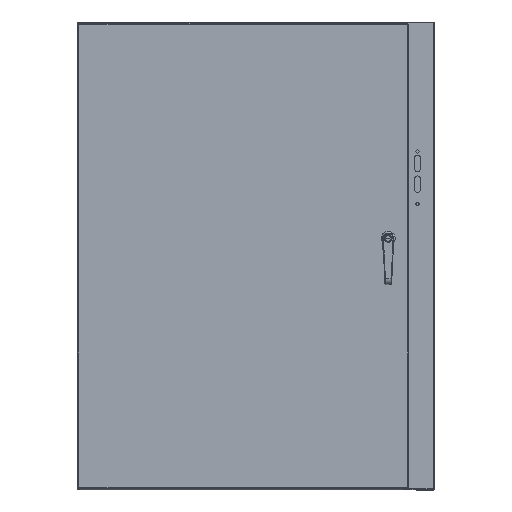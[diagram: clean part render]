
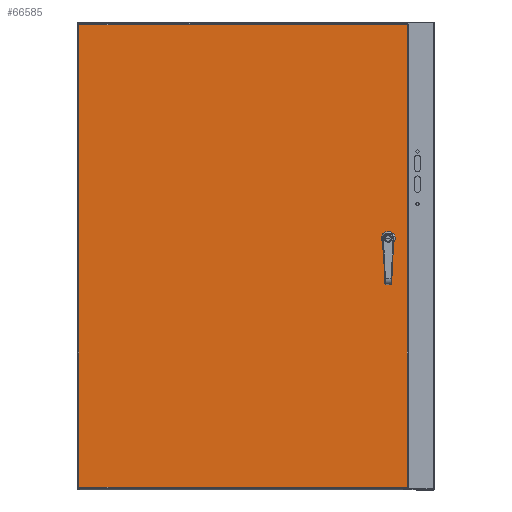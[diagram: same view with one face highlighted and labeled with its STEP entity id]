
A CAD part, top view. The second image highlights one B-rep face of the part: STEP entity #66585.
In plain terms, the highlighted planar face has unit normal (0, 0, 1).
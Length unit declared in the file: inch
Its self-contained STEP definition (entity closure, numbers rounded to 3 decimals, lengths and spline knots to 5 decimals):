
#255 = VECTOR ( 'NONE', #15112, 39.37008 ) ;
#944 = AXIS2_PLACEMENT_3D ( 'NONE', #29928, #39426, #97559 ) ;
#4850 = VERTEX_POINT ( 'NONE', #66795 ) ;
#7041 = EDGE_CURVE ( 'NONE', #16221, #29476, #14152, .T. ) ;
#7571 = LINE ( 'NONE', #9022, #17308 ) ;
#7578 = DIRECTION ( 'NONE',  ( -1., 0., 0. ) ) ;
#8807 = CIRCLE ( 'NONE', #122655, 0.453 ) ;
#9022 = CARTESIAN_POINT ( 'NONE',  ( 14.84375, 22.15, 8.9175 ) ) ;
#13229 = DIRECTION ( 'NONE',  ( -1., 0., 0. ) ) ;
#13509 = VECTOR ( 'NONE', #142438, 39.37008 ) ;
#14152 = LINE ( 'NONE', #60105, #24941 ) ;
#15112 = DIRECTION ( 'NONE',  ( 1., 0., 0. ) ) ;
#16221 = VERTEX_POINT ( 'NONE', #28127 ) ;
#17308 = VECTOR ( 'NONE', #53533, 39.37008 ) ;
#17940 = DIRECTION ( 'NONE',  ( 0., 0., 1. ) ) ;
#20707 = ORIENTED_EDGE ( 'NONE', *, *, #42944, .F. ) ;
#21437 = ORIENTED_EDGE ( 'NONE', *, *, #50260, .F. ) ;
#24941 = VECTOR ( 'NONE', #46284, 39.37008 ) ;
#25136 = EDGE_CURVE ( 'NONE', #40191, #41070, #109971, .T. ) ;
#28127 = CARTESIAN_POINT ( 'NONE',  ( 0.10525, 0.23025, 8.9175 ) ) ;
#29476 = VERTEX_POINT ( 'NONE', #39815 ) ;
#29928 = CARTESIAN_POINT ( 'NONE',  ( 14.84375, 21., 8.9175 ) ) ;
#30225 = CARTESIAN_POINT ( 'NONE',  ( 14.84375, 22.95, 8.9175 ) ) ;
#33591 = LINE ( 'NONE', #112091, #58996 ) ;
#35759 = DIRECTION ( 'NONE',  ( 0., 0., 1. ) ) ;
#38641 = LINE ( 'NONE', #83057, #96013 ) ;
#39365 = DIRECTION ( 'NONE',  ( 0., -1., 0. ) ) ;
#39426 = DIRECTION ( 'NONE',  ( 0., 0., -1. ) ) ;
#39815 = CARTESIAN_POINT ( 'NONE',  ( 0.10525, 41.76975, 8.9175 ) ) ;
#39824 = CARTESIAN_POINT ( 'NONE',  ( 27.8675, 22.55, 8.9175 ) ) ;
#40191 = VERTEX_POINT ( 'NONE', #114127 ) ;
#41070 = VERTEX_POINT ( 'NONE', #115433 ) ;
#41986 = DIRECTION ( 'NONE',  ( -1., 0., 0. ) ) ;
#42380 = EDGE_CURVE ( 'NONE', #44698, #121231, #117643, .T. ) ;
#42944 = EDGE_CURVE ( 'NONE', #123079, #138833, #108670, .T. ) ;
#42968 = CARTESIAN_POINT ( 'NONE',  ( 28.08012, 22.95, 8.9175 ) ) ;
#44201 = DIRECTION ( 'NONE',  ( -1., 0., 0. ) ) ;
#44698 = VERTEX_POINT ( 'NONE', #137887 ) ;
#46284 = DIRECTION ( 'NONE',  ( 0., 1., 0. ) ) ;
#46633 = VECTOR ( 'NONE', #7578, 39.37008 ) ;
#47280 = EDGE_CURVE ( 'NONE', #29476, #104637, #90950, .T. ) ;
#47914 = ORIENTED_EDGE ( 'NONE', *, *, #47280, .F. ) ;
#48598 = CARTESIAN_POINT ( 'NONE',  ( 27.65488, 22.15, 8.9175 ) ) ;
#50260 = EDGE_CURVE ( 'NONE', #121231, #40191, #7571, .T. ) ;
#51866 = DIRECTION ( 'NONE',  ( -1., 0., 0. ) ) ;
#53007 = EDGE_CURVE ( 'NONE', #4850, #131342, #8807, .T. ) ;
#53533 = DIRECTION ( 'NONE',  ( 1., 0., 0. ) ) ;
#54516 = ORIENTED_EDGE ( 'NONE', *, *, #69788, .F. ) ;
#57743 = EDGE_CURVE ( 'NONE', #91626, #16221, #68700, .T. ) ;
#58996 = VECTOR ( 'NONE', #133255, 39.37008 ) ;
#60105 = CARTESIAN_POINT ( 'NONE',  ( 0.10525, 21., 8.9175 ) ) ;
#61871 = ORIENTED_EDGE ( 'NONE', *, *, #53007, .F. ) ;
#62230 = CARTESIAN_POINT ( 'NONE',  ( 28.2675, 22.76262, 8.9175 ) ) ;
#62322 = LINE ( 'NONE', #30225, #46633 ) ;
#66585 = ADVANCED_FACE ( 'NONE', ( #107055, #139096 ), #130281, .F. ) ;
#66795 = CARTESIAN_POINT ( 'NONE',  ( 27.65488, 22.95, 8.9175 ) ) ;
#66898 = AXIS2_PLACEMENT_3D ( 'NONE', #39824, #17940, #41986 ) ;
#67967 = EDGE_CURVE ( 'NONE', #41070, #123079, #108209, .T. ) ;
#68055 = ORIENTED_EDGE ( 'NONE', *, *, #7041, .F. ) ;
#68700 = LINE ( 'NONE', #103493, #142757 ) ;
#68958 = AXIS2_PLACEMENT_3D ( 'NONE', #85331, #142748, #51866 ) ;
#69788 = EDGE_CURVE ( 'NONE', #138833, #4850, #62322, .T. ) ;
#75145 = AXIS2_PLACEMENT_3D ( 'NONE', #91134, #35759, #136151 ) ;
#75842 = EDGE_LOOP ( 'NONE', ( #139024, #132441, #47914, #68055 ) ) ;
#77721 = CARTESIAN_POINT ( 'NONE',  ( 27.8675, 22.55, 8.9175 ) ) ;
#83057 = CARTESIAN_POINT ( 'NONE',  ( 29.58225, 21., 8.9175 ) ) ;
#84101 = EDGE_CURVE ( 'NONE', #131342, #44698, #33591, .T. ) ;
#85331 = CARTESIAN_POINT ( 'NONE',  ( 27.8675, 22.55, 8.9175 ) ) ;
#89534 = EDGE_LOOP ( 'NONE', ( #54516, #20707, #127447, #127059, #21437, #141713, #108870, #61871 ) ) ;
#90950 = LINE ( 'NONE', #126441, #255 ) ;
#91134 = CARTESIAN_POINT ( 'NONE',  ( 27.8675, 22.55, 8.9175 ) ) ;
#91626 = VERTEX_POINT ( 'NONE', #108667 ) ;
#95151 = CARTESIAN_POINT ( 'NONE',  ( 28.2675, 21., 8.9175 ) ) ;
#96013 = VECTOR ( 'NONE', #39365, 39.37008 ) ;
#97559 = DIRECTION ( 'NONE',  ( -1., 0., 0. ) ) ;
#100209 = DIRECTION ( 'NONE',  ( 0., 0., 1. ) ) ;
#103493 = CARTESIAN_POINT ( 'NONE',  ( 14.84375, 0.23025, 8.9175 ) ) ;
#104637 = VERTEX_POINT ( 'NONE', #119104 ) ;
#107055 = FACE_BOUND ( 'NONE', #89534, .T. ) ;
#107755 = CARTESIAN_POINT ( 'NONE',  ( 27.4675, 22.76262, 8.9175 ) ) ;
#108209 = LINE ( 'NONE', #95151, #13509 ) ;
#108667 = CARTESIAN_POINT ( 'NONE',  ( 29.58225, 0.23025, 8.9175 ) ) ;
#108670 = CIRCLE ( 'NONE', #66898, 0.453 ) ;
#108870 = ORIENTED_EDGE ( 'NONE', *, *, #84101, .F. ) ;
#109971 = CIRCLE ( 'NONE', #75145, 0.453 ) ;
#112091 = CARTESIAN_POINT ( 'NONE',  ( 27.4675, 21., 8.9175 ) ) ;
#114127 = CARTESIAN_POINT ( 'NONE',  ( 28.08012, 22.15, 8.9175 ) ) ;
#115433 = CARTESIAN_POINT ( 'NONE',  ( 28.2675, 22.33738, 8.9175 ) ) ;
#117643 = CIRCLE ( 'NONE', #68958, 0.453 ) ;
#119104 = CARTESIAN_POINT ( 'NONE',  ( 29.58225, 41.76975, 8.9175 ) ) ;
#121231 = VERTEX_POINT ( 'NONE', #48598 ) ;
#122655 = AXIS2_PLACEMENT_3D ( 'NONE', #77721, #100209, #44201 ) ;
#123079 = VERTEX_POINT ( 'NONE', #62230 ) ;
#126441 = CARTESIAN_POINT ( 'NONE',  ( 14.84375, 41.76975, 8.9175 ) ) ;
#127059 = ORIENTED_EDGE ( 'NONE', *, *, #25136, .F. ) ;
#127447 = ORIENTED_EDGE ( 'NONE', *, *, #67967, .F. ) ;
#130281 = PLANE ( 'NONE',  #944 ) ;
#131342 = VERTEX_POINT ( 'NONE', #107755 ) ;
#132441 = ORIENTED_EDGE ( 'NONE', *, *, #134139, .F. ) ;
#133255 = DIRECTION ( 'NONE',  ( 0., -1., 0. ) ) ;
#134139 = EDGE_CURVE ( 'NONE', #104637, #91626, #38641, .T. ) ;
#136151 = DIRECTION ( 'NONE',  ( -1., 0., 0. ) ) ;
#137887 = CARTESIAN_POINT ( 'NONE',  ( 27.4675, 22.33738, 8.9175 ) ) ;
#138833 = VERTEX_POINT ( 'NONE', #42968 ) ;
#139024 = ORIENTED_EDGE ( 'NONE', *, *, #57743, .F. ) ;
#139096 = FACE_OUTER_BOUND ( 'NONE', #75842, .T. ) ;
#141713 = ORIENTED_EDGE ( 'NONE', *, *, #42380, .F. ) ;
#142438 = DIRECTION ( 'NONE',  ( 0., 1., 0. ) ) ;
#142748 = DIRECTION ( 'NONE',  ( 0., 0., 1. ) ) ;
#142757 = VECTOR ( 'NONE', #13229, 39.37008 ) ;
